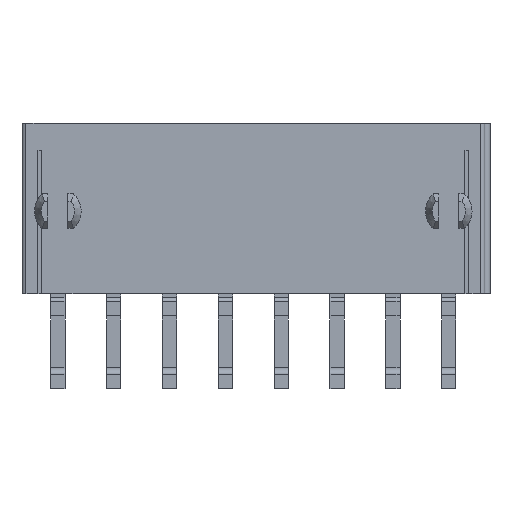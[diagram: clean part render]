
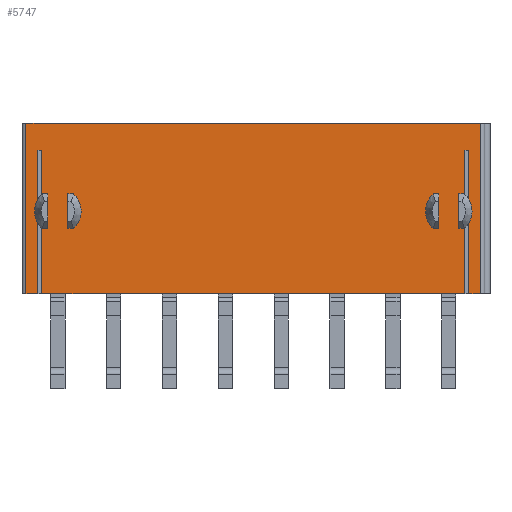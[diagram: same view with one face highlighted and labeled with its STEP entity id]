
A CAD part, front view. The second image highlights one B-rep face of the part: STEP entity #5747.
In plain terms, the highlighted planar face has unit normal (0, -1, 0).
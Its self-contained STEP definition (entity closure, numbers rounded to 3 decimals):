
#22=DIRECTION('',(-1.,0.,0.));
#23=VECTOR('',#22,34.2);
#24=CARTESIAN_POINT('',(17.1,0.4,0.));
#25=LINE('',#24,#23);
#409=DIRECTION('',(0.,0.,1.));
#410=VECTOR('',#409,12.8);
#411=CARTESIAN_POINT('',(-17.1,0.4,-12.8));
#412=LINE('',#411,#410);
#418=DIRECTION('',(0.,0.,-1.));
#419=VECTOR('',#418,2.598);
#420=CARTESIAN_POINT('',(13.95,0.4,-5.301));
#421=LINE('',#420,#419);
#422=DIRECTION('',(0.,0.,1.));
#423=VECTOR('',#422,2.598);
#424=CARTESIAN_POINT('',(-13.95,0.4,-7.899));
#425=LINE('',#424,#423);
#426=DIRECTION('',(-1.,0.,0.));
#427=VECTOR('',#426,0.3);
#428=CARTESIAN_POINT('',(16.2,0.4,-2.));
#429=LINE('',#428,#427);
#430=DIRECTION('',(0.,0.,1.));
#431=VECTOR('',#430,3.7);
#432=CARTESIAN_POINT('',(15.9,0.4,-5.7));
#433=LINE('',#432,#431);
#434=DIRECTION('',(0.,0.,1.));
#435=VECTOR('',#434,2.598);
#436=CARTESIAN_POINT('',(15.45,0.4,-7.899));
#437=LINE('',#436,#435);
#438=DIRECTION('',(0.,0.,1.));
#439=VECTOR('',#438,5.3);
#440=CARTESIAN_POINT('',(15.9,0.4,-12.8));
#441=LINE('',#440,#439);
#442=DIRECTION('',(0.,0.,1.));
#443=VECTOR('',#442,5.3);
#444=CARTESIAN_POINT('',(-15.9,0.4,-12.8));
#445=LINE('',#444,#443);
#446=DIRECTION('',(0.,0.,-1.));
#447=VECTOR('',#446,2.598);
#448=CARTESIAN_POINT('',(-15.45,0.4,-5.301));
#449=LINE('',#448,#447);
#450=DIRECTION('',(0.,0.,1.));
#451=VECTOR('',#450,3.7);
#452=CARTESIAN_POINT('',(-15.9,0.4,-5.7));
#453=LINE('',#452,#451);
#454=DIRECTION('',(-1.,0.,0.));
#455=VECTOR('',#454,0.3);
#456=CARTESIAN_POINT('',(-15.9,0.4,-2.));
#457=LINE('',#456,#455);
#458=DIRECTION('',(0.,0.,1.));
#459=VECTOR('',#458,10.8);
#460=CARTESIAN_POINT('',(-16.2,0.4,-12.8));
#461=LINE('',#460,#459);
#462=DIRECTION('',(0.,0.,1.));
#463=VECTOR('',#462,10.8);
#464=CARTESIAN_POINT('',(16.2,0.4,-12.8));
#465=LINE('',#464,#463);
#471=CARTESIAN_POINT('',(14.7,0.4,-6.6));
#472=DIRECTION('',(0.,1.,0.));
#473=DIRECTION('',(-0.5,0.,-0.866));
#474=AXIS2_PLACEMENT_3D('',#471,#472,#473);
#476=CARTESIAN_POINT('',(14.7,0.4,-6.6));
#477=DIRECTION('',(0.,1.,0.));
#478=DIRECTION('',(0.8,0.,-0.6));
#479=AXIS2_PLACEMENT_3D('',#476,#477,#478);
#486=CARTESIAN_POINT('',(14.7,0.4,-6.6));
#487=DIRECTION('',(0.,1.,0.));
#488=DIRECTION('',(0.5,0.,0.866));
#489=AXIS2_PLACEMENT_3D('',#486,#487,#488);
#791=CARTESIAN_POINT('',(-14.7,0.4,-6.6));
#792=DIRECTION('',(0.,1.,0.));
#793=DIRECTION('',(0.5,0.,0.866));
#794=AXIS2_PLACEMENT_3D('',#791,#792,#793);
#801=CARTESIAN_POINT('',(-14.7,0.4,-6.6));
#802=DIRECTION('',(0.,1.,0.));
#803=DIRECTION('',(-0.8,0.,0.6));
#804=AXIS2_PLACEMENT_3D('',#801,#802,#803);
#811=CARTESIAN_POINT('',(-14.7,0.4,-6.6));
#812=DIRECTION('',(0.,1.,0.));
#813=DIRECTION('',(-0.5,0.,-0.866));
#814=AXIS2_PLACEMENT_3D('',#811,#812,#813);
#844=DIRECTION('',(-1.,0.,0.));
#845=VECTOR('',#844,0.9);
#846=CARTESIAN_POINT('',(-16.2,0.4,-12.8));
#847=LINE('',#846,#845);
#852=DIRECTION('',(-1.,0.,0.));
#853=VECTOR('',#852,31.8);
#854=CARTESIAN_POINT('',(15.9,0.4,-12.8));
#855=LINE('',#854,#853);
#860=DIRECTION('',(-1.,0.,0.));
#861=VECTOR('',#860,0.9);
#862=CARTESIAN_POINT('',(17.1,0.4,-12.8));
#863=LINE('',#862,#861);
#1237=DIRECTION('',(0.,0.,1.));
#1238=VECTOR('',#1237,12.8);
#1239=CARTESIAN_POINT('',(17.1,0.4,-12.8));
#1240=LINE('',#1239,#1238);
#4233=CARTESIAN_POINT('',(17.1,0.4,-12.8));
#4234=CARTESIAN_POINT('',(17.1,0.4,0.));
#4235=VERTEX_POINT('',#4233);
#4236=VERTEX_POINT('',#4234);
#4261=CARTESIAN_POINT('',(-17.1,0.4,0.));
#4262=VERTEX_POINT('',#4261);
#4263=CARTESIAN_POINT('',(-17.1,0.4,-12.8));
#4264=VERTEX_POINT('',#4263);
#4265=CARTESIAN_POINT('',(13.95,0.4,-5.301));
#4266=CARTESIAN_POINT('',(13.95,0.4,-7.899));
#4267=VERTEX_POINT('',#4265);
#4268=VERTEX_POINT('',#4266);
#4269=CARTESIAN_POINT('',(15.45,0.4,-7.899));
#4270=CARTESIAN_POINT('',(15.45,0.4,-5.301));
#4271=VERTEX_POINT('',#4269);
#4272=VERTEX_POINT('',#4270);
#4317=CARTESIAN_POINT('',(-15.45,0.4,-5.301));
#4318=CARTESIAN_POINT('',(-15.45,0.4,-7.899));
#4319=VERTEX_POINT('',#4317);
#4320=VERTEX_POINT('',#4318);
#4321=CARTESIAN_POINT('',(-13.95,0.4,-7.899));
#4322=CARTESIAN_POINT('',(-13.95,0.4,-5.301));
#4323=VERTEX_POINT('',#4321);
#4324=VERTEX_POINT('',#4322);
#4385=CARTESIAN_POINT('',(16.2,0.4,-2.));
#4386=CARTESIAN_POINT('',(15.9,0.4,-2.));
#4387=VERTEX_POINT('',#4385);
#4388=VERTEX_POINT('',#4386);
#4389=CARTESIAN_POINT('',(15.9,0.4,-12.8));
#4390=CARTESIAN_POINT('',(15.9,0.4,-7.5));
#4391=VERTEX_POINT('',#4389);
#4392=VERTEX_POINT('',#4390);
#4393=CARTESIAN_POINT('',(16.2,0.4,-12.8));
#4394=VERTEX_POINT('',#4393);
#4395=CARTESIAN_POINT('',(-16.2,0.4,-12.8));
#4396=CARTESIAN_POINT('',(-16.2,0.4,-2.));
#4397=VERTEX_POINT('',#4395);
#4398=VERTEX_POINT('',#4396);
#4399=CARTESIAN_POINT('',(-15.9,0.4,-12.8));
#4400=CARTESIAN_POINT('',(-15.9,0.4,-7.5));
#4401=VERTEX_POINT('',#4399);
#4402=VERTEX_POINT('',#4400);
#4403=CARTESIAN_POINT('',(-15.9,0.4,-2.));
#4404=VERTEX_POINT('',#4403);
#4405=CARTESIAN_POINT('',(15.9,0.4,-5.7));
#4406=VERTEX_POINT('',#4405);
#4407=CARTESIAN_POINT('',(-15.9,0.4,-5.7));
#4408=VERTEX_POINT('',#4407);
#5690=CARTESIAN_POINT('',(17.4,0.4,0.));
#5691=DIRECTION('',(0.,-1.,0.));
#5692=DIRECTION('',(-1.,0.,0.));
#5693=AXIS2_PLACEMENT_3D('',#5690,#5691,#5692);
#5694=PLANE('',#5693);
#5696=ORIENTED_EDGE('',*,*,#5695,.T.);
#5698=ORIENTED_EDGE('',*,*,#5697,.F.);
#5700=ORIENTED_EDGE('',*,*,#5699,.F.);
#5702=ORIENTED_EDGE('',*,*,#5701,.F.);
#5704=ORIENTED_EDGE('',*,*,#5703,.F.);
#5706=ORIENTED_EDGE('',*,*,#5705,.F.);
#5708=ORIENTED_EDGE('',*,*,#5707,.T.);
#5710=ORIENTED_EDGE('',*,*,#5709,.T.);
#5712=ORIENTED_EDGE('',*,*,#5711,.F.);
#5714=ORIENTED_EDGE('',*,*,#5713,.F.);
#5716=ORIENTED_EDGE('',*,*,#5715,.F.);
#5718=ORIENTED_EDGE('',*,*,#5717,.T.);
#5720=ORIENTED_EDGE('',*,*,#5719,.T.);
#5722=ORIENTED_EDGE('',*,*,#5721,.F.);
#5724=ORIENTED_EDGE('',*,*,#5723,.T.);
#5725=ORIENTED_EDGE('',*,*,#5683,.T.);
#5726=ORIENTED_EDGE('',*,*,#5392,.F.);
#5728=ORIENTED_EDGE('',*,*,#5727,.F.);
#5730=ORIENTED_EDGE('',*,*,#5729,.T.);
#5732=ORIENTED_EDGE('',*,*,#5731,.T.);
#5733=EDGE_LOOP('',(#5696,#5698,#5700,#5702,#5704,#5706,#5708,#5710,#5712,#5714,
#5716,#5718,#5720,#5722,#5724,#5725,#5726,#5728,#5730,#5732));
#5734=FACE_OUTER_BOUND('',#5733,.F.);
#5736=ORIENTED_EDGE('',*,*,#5735,.F.);
#5738=ORIENTED_EDGE('',*,*,#5737,.F.);
#5739=EDGE_LOOP('',(#5736,#5738));
#5740=FACE_BOUND('',#5739,.F.);
#5742=ORIENTED_EDGE('',*,*,#5741,.F.);
#5744=ORIENTED_EDGE('',*,*,#5743,.F.);
#5745=EDGE_LOOP('',(#5742,#5744));
#5746=FACE_BOUND('',#5745,.F.);
#5747=ADVANCED_FACE('',(#5734,#5740,#5746),#5694,.T.);
#475=CIRCLE('',#474,1.5);
#480=CIRCLE('',#479,1.5);
#490=CIRCLE('',#489,1.5);
#795=CIRCLE('',#794,1.5);
#805=CIRCLE('',#804,1.5);
#815=CIRCLE('',#814,1.5);
#5392=EDGE_CURVE('',#4236,#4262,#25,.T.);
#5683=EDGE_CURVE('',#4264,#4262,#412,.T.);
#5695=EDGE_CURVE('',#4387,#4388,#429,.T.);
#5697=EDGE_CURVE('',#4406,#4388,#433,.T.);
#5699=EDGE_CURVE('',#4272,#4406,#490,.T.);
#5701=EDGE_CURVE('',#4271,#4272,#437,.T.);
#5703=EDGE_CURVE('',#4392,#4271,#480,.T.);
#5705=EDGE_CURVE('',#4391,#4392,#441,.T.);
#5707=EDGE_CURVE('',#4391,#4401,#855,.T.);
#5709=EDGE_CURVE('',#4401,#4402,#445,.T.);
#5711=EDGE_CURVE('',#4320,#4402,#815,.T.);
#5713=EDGE_CURVE('',#4319,#4320,#449,.T.);
#5715=EDGE_CURVE('',#4408,#4319,#805,.T.);
#5717=EDGE_CURVE('',#4408,#4404,#453,.T.);
#5719=EDGE_CURVE('',#4404,#4398,#457,.T.);
#5721=EDGE_CURVE('',#4397,#4398,#461,.T.);
#5723=EDGE_CURVE('',#4397,#4264,#847,.T.);
#5727=EDGE_CURVE('',#4235,#4236,#1240,.T.);
#5729=EDGE_CURVE('',#4235,#4394,#863,.T.);
#5731=EDGE_CURVE('',#4394,#4387,#465,.T.);
#5735=EDGE_CURVE('',#4324,#4323,#795,.T.);
#5737=EDGE_CURVE('',#4323,#4324,#425,.T.);
#5741=EDGE_CURVE('',#4268,#4267,#475,.T.);
#5743=EDGE_CURVE('',#4267,#4268,#421,.T.);
